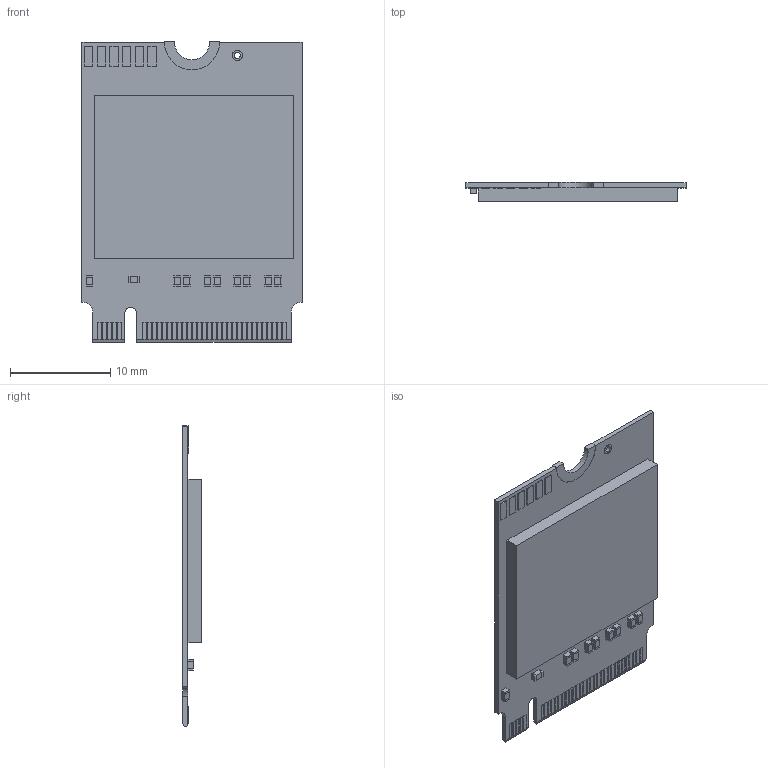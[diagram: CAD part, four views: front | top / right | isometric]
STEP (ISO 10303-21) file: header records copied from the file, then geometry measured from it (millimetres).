
FILE_DESCRIPTION(/* description */ ('Unknown'),/* implementation_level */ '2;1');
FILE_NAME(/* name */ 'MTFDHBK1T0TDP-1AT12AIYY',/* time_stamp */ '2024-02-12T15:08:55+02:00',/* author */ ('Unknown'),/* organization */ ('Unknown'),/* preprocessor_version */ 'ST-DEVELOPER v18.102',/* originating_system */ 'Solid Edge',/* authorisation */ 'Unknown');
FILE_SCHEMA (('AUTOMOTIVE_DESIGN {1 0 10303 214 3 1 1}'));
Length unit declared in the file: millimetre
Products named in the file (1): MTFDHBK1T0TDP-1AT12AIYY
Bounding box: 22 x 1.9 x 30.06 mm (x, y, z)
Volume: 765.1 mm3; surface area: 1463.1 mm2
Topology: 1 solids, 1 shells, 537 faces, 1412 edges, 896 vertices
Faces by surface type: plane 528, cylinder 9
Full cylindrical faces by diameter (mm): 0.614 x1, 1.018 x2
Entity records: 19797 total; most frequent: CARTESIAN_POINT 2839, ORIENTED_EDGE 2814, DIRECTION 2501, EDGE_CURVE 1407, LINE 1389, VECTOR 1389, VERTEX_POINT 894, EDGE_LOOP 561
